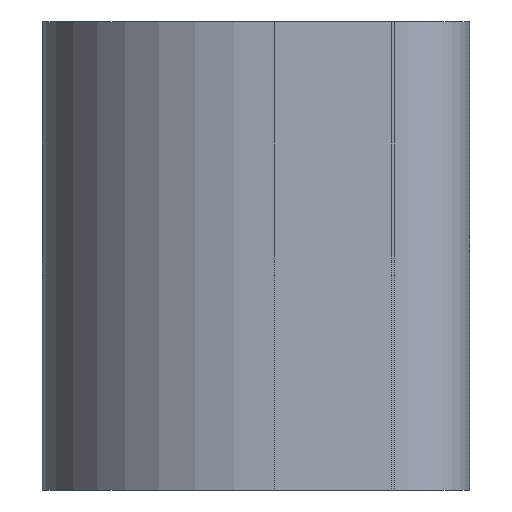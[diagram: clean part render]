
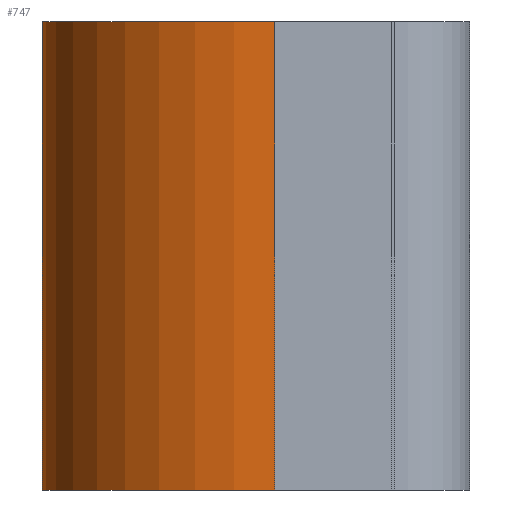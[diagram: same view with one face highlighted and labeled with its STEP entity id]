
A CAD part, left-side view. The second image highlights one B-rep face of the part: STEP entity #747.
In plain terms, the highlighted cylindrical face has radius 9.461 mm (diameter 18.923 mm), a partial arc.
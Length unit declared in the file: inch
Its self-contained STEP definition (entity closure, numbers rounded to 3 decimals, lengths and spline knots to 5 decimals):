
#16 = FACE_OUTER_BOUND ( 'NONE', #583, .T. ) ;
#55 = CARTESIAN_POINT ( 'NONE',  ( -0.9975, 0.3125, 0.375 ) ) ;
#89 = AXIS2_PLACEMENT_3D ( 'NONE', #368, #796, #444 ) ;
#99 = CARTESIAN_POINT ( 'NONE',  ( -0.2525, 0.3125, 0.375 ) ) ;
#100 = LINE ( 'NONE', #512, #725 ) ;
#107 = CARTESIAN_POINT ( 'NONE',  ( -0.9975, 0.3125, 0.375 ) ) ;
#137 = EDGE_CURVE ( 'NONE', #552, #793, #771, .T. ) ;
#175 = DIRECTION ( 'NONE',  ( 0., 0., -1. ) ) ;
#182 = EDGE_CURVE ( 'NONE', #552, #447, #750, .T. ) ;
#191 = DIRECTION ( 'NONE',  ( 0., 0., -1. ) ) ;
#200 = EDGE_CURVE ( 'NONE', #447, #770, #708, .T. ) ;
#272 = CARTESIAN_POINT ( 'NONE',  ( -0.9975, 0.3125, -0.375 ) ) ;
#276 = ORIENTED_EDGE ( 'NONE', *, *, #200, .F. ) ;
#290 = CARTESIAN_POINT ( 'NONE',  ( -0.625, 0.3125, 0.375 ) ) ;
#298 = CARTESIAN_POINT ( 'NONE',  ( -0.2525, 0.3125, -0.375 ) ) ;
#321 = AXIS2_PLACEMENT_3D ( 'NONE', #723, #783, #665 ) ;
#348 = DIRECTION ( 'NONE',  ( 1., 0., 0. ) ) ;
#368 = CARTESIAN_POINT ( 'NONE',  ( -0.625, 0.3125, -0.375 ) ) ;
#444 = DIRECTION ( 'NONE',  ( 1., 0., 0. ) ) ;
#447 = VERTEX_POINT ( 'NONE', #272 ) ;
#480 = EDGE_CURVE ( 'NONE', #793, #770, #100, .T. ) ;
#512 = CARTESIAN_POINT ( 'NONE',  ( -0.2525, 0.3125, 0.375 ) ) ;
#552 = VERTEX_POINT ( 'NONE', #55 ) ;
#577 = VECTOR ( 'NONE', #175, 39.37008 ) ;
#583 = EDGE_LOOP ( 'NONE', ( #276, #705, #780, #593 ) ) ;
#593 = ORIENTED_EDGE ( 'NONE', *, *, #480, .T. ) ;
#619 = AXIS2_PLACEMENT_3D ( 'NONE', #290, #713, #348 ) ;
#665 = DIRECTION ( 'NONE',  ( -1., 0., 0. ) ) ;
#705 = ORIENTED_EDGE ( 'NONE', *, *, #182, .F. ) ;
#708 = CIRCLE ( 'NONE', #89, 0.3725 ) ;
#713 = DIRECTION ( 'NONE',  ( 0., 0., -1. ) ) ;
#723 = CARTESIAN_POINT ( 'NONE',  ( -0.625, 0.3125, 0.375 ) ) ;
#725 = VECTOR ( 'NONE', #191, 39.37008 ) ;
#747 = ADVANCED_FACE ( 'NONE', ( #16 ), #800, .T. ) ;
#750 = LINE ( 'NONE', #107, #577 ) ;
#770 = VERTEX_POINT ( 'NONE', #298 ) ;
#771 = CIRCLE ( 'NONE', #619, 0.3725 ) ;
#780 = ORIENTED_EDGE ( 'NONE', *, *, #137, .T. ) ;
#783 = DIRECTION ( 'NONE',  ( 0., 0., -1. ) ) ;
#793 = VERTEX_POINT ( 'NONE', #99 ) ;
#796 = DIRECTION ( 'NONE',  ( 0., 0., -1. ) ) ;
#800 = CYLINDRICAL_SURFACE ( 'NONE', #321, 0.3725 ) ;
